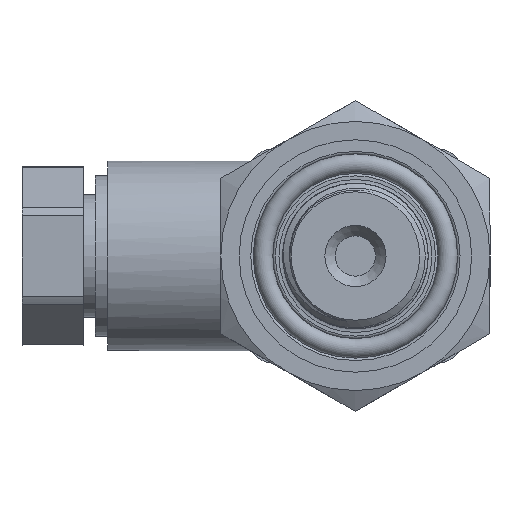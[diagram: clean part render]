
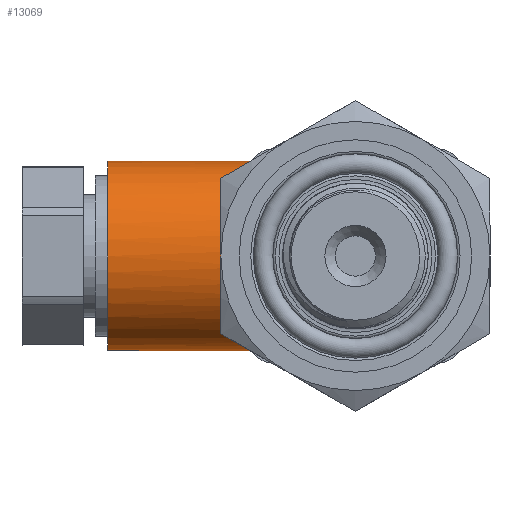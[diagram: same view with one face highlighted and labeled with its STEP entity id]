
A CAD part, left-side view. The second image highlights one B-rep face of the part: STEP entity #13069.
In plain terms, the highlighted cylindrical face has radius 7.75 mm (diameter 15.5 mm), a full revolution.
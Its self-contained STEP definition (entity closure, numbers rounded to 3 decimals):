
#34=ELLIPSE('',#13655,7.752,7.75);
#1354=FACE_OUTER_BOUND('',#2130,.T.);
#2130=EDGE_LOOP('',(#11830,#11831,#11832,#11833,#11834,#11835,#11836,#11837,
#11838,#11839,#11840,#11841,#11842));
#2323=CIRCLE('',#13653,7.75);
#2324=CIRCLE('',#13654,7.75);
#2325=CIRCLE('',#13656,7.75);
#2326=CIRCLE('',#13657,7.75);
#2327=CIRCLE('',#13658,7.75);
#3249=B_SPLINE_CURVE_WITH_KNOTS('',3,(#32665,#32666,#32667,#32668,#32669,
#32670),.UNSPECIFIED.,.F.,.F.,(4,2,4),(-1.208,-1.012,
-0.815),.UNSPECIFIED.);
#3258=B_SPLINE_CURVE_WITH_KNOTS('',3,(#35755,#35756,#35757,#35758,#35759,
#35760),.UNSPECIFIED.,.F.,.F.,(4,2,4),(-0.394,-0.197,
0.),.UNSPECIFIED.);
#3259=B_SPLINE_CURVE_WITH_KNOTS('',3,(#35762,#35763,#35764,#35765,#35766,
#35767),.UNSPECIFIED.,.F.,.F.,(4,2,4),(-1.208,-1.012,
-0.815),.UNSPECIFIED.);
#3260=B_SPLINE_CURVE_WITH_KNOTS('',3,(#35771,#35772,#35773,#35774,#35775,
#35776,#35777,#35778,#35779,#35780),.UNSPECIFIED.,.F.,.F.,(4,2,2,2,4),(-1.982,
-1.821,-1.654,-1.486,-1.325),
 .UNSPECIFIED.);
#3261=B_SPLINE_CURVE_WITH_KNOTS('',3,(#35783,#35784,#35785,#35786,#35787,
#35788),.UNSPECIFIED.,.F.,.F.,(4,2,4),(-0.394,-0.197,
0.),.UNSPECIFIED.);
#4042=LINE('',#35747,#4916);
#4916=VECTOR('',#15506,7.75);
#6206=VERTEX_POINT('',#32662);
#6207=VERTEX_POINT('',#32664);
#6213=VERTEX_POINT('',#35745);
#6214=VERTEX_POINT('',#35748);
#6215=VERTEX_POINT('',#35750);
#6216=VERTEX_POINT('',#35752);
#6217=VERTEX_POINT('',#35754);
#6218=VERTEX_POINT('',#35761);
#6219=VERTEX_POINT('',#35768);
#6220=VERTEX_POINT('',#35770);
#6221=VERTEX_POINT('',#35781);
#8107=EDGE_CURVE('',#6207,#6206,#3249,.T.);
#8120=EDGE_CURVE('',#6213,#6213,#2323,.T.);
#8121=EDGE_CURVE('',#6213,#6207,#4042,.T.);
#8122=EDGE_CURVE('',#6206,#6214,#2324,.F.);
#8123=EDGE_CURVE('',#6214,#6215,#34,.F.);
#8124=EDGE_CURVE('',#6215,#6216,#2325,.F.);
#8125=EDGE_CURVE('',#6216,#6217,#3258,.T.);
#8126=EDGE_CURVE('',#6217,#6218,#3259,.T.);
#8127=EDGE_CURVE('',#6218,#6219,#2326,.F.);
#8128=EDGE_CURVE('',#6219,#6220,#3260,.T.);
#8129=EDGE_CURVE('',#6220,#6221,#2327,.F.);
#8130=EDGE_CURVE('',#6221,#6207,#3261,.T.);
#11830=ORIENTED_EDGE('',*,*,#8120,.T.);
#11831=ORIENTED_EDGE('',*,*,#8121,.T.);
#11832=ORIENTED_EDGE('',*,*,#8107,.T.);
#11833=ORIENTED_EDGE('',*,*,#8122,.T.);
#11834=ORIENTED_EDGE('',*,*,#8123,.T.);
#11835=ORIENTED_EDGE('',*,*,#8124,.T.);
#11836=ORIENTED_EDGE('',*,*,#8125,.T.);
#11837=ORIENTED_EDGE('',*,*,#8126,.T.);
#11838=ORIENTED_EDGE('',*,*,#8127,.T.);
#11839=ORIENTED_EDGE('',*,*,#8128,.T.);
#11840=ORIENTED_EDGE('',*,*,#8129,.T.);
#11841=ORIENTED_EDGE('',*,*,#8130,.T.);
#11842=ORIENTED_EDGE('',*,*,#8121,.F.);
#12380=CYLINDRICAL_SURFACE('',#13652,7.75);
#13069=ADVANCED_FACE('',(#1354),#12380,.T.);
#13652=AXIS2_PLACEMENT_3D('',#35744,#15502,#15503);
#13653=AXIS2_PLACEMENT_3D('',#35746,#15504,#15505);
#13654=AXIS2_PLACEMENT_3D('',#35749,#15507,#15508);
#13655=AXIS2_PLACEMENT_3D('',#35751,#15509,#15510);
#13656=AXIS2_PLACEMENT_3D('',#35753,#15511,#15512);
#13657=AXIS2_PLACEMENT_3D('',#35769,#15513,#15514);
#13658=AXIS2_PLACEMENT_3D('',#35782,#15515,#15516);
#15502=DIRECTION('center_axis',(0.,1.,0.));
#15503=DIRECTION('ref_axis',(0.,0.,-1.));
#15504=DIRECTION('center_axis',(0.,-1.,0.));
#15505=DIRECTION('ref_axis',(0.,0.,-1.));
#15506=DIRECTION('',(0.,-1.,0.));
#15507=DIRECTION('center_axis',(0.,-1.,0.));
#15508=DIRECTION('ref_axis',(0.,0.,-1.));
#15509=DIRECTION('center_axis',(-0.021,-1.,
0.));
#15510=DIRECTION('ref_axis',(1.,-0.021,0.));
#15511=DIRECTION('center_axis',(0.,-1.,0.));
#15512=DIRECTION('ref_axis',(0.,0.,-1.));
#15513=DIRECTION('center_axis',(0.,-1.,0.));
#15514=DIRECTION('ref_axis',(0.,0.,-1.));
#15515=DIRECTION('center_axis',(0.,-1.,0.));
#15516=DIRECTION('ref_axis',(0.,0.,-1.));
#32662=CARTESIAN_POINT('',(3.808,7.75,6.75));
#32664=CARTESIAN_POINT('',(0.,6.75,7.75));
#32665=CARTESIAN_POINT('Ctrl Pts',(0.,6.75,7.75));
#32666=CARTESIAN_POINT('Ctrl Pts',(0.618,6.972,7.75));
#32667=CARTESIAN_POINT('Ctrl Pts',(1.289,7.215,7.672));
#32668=CARTESIAN_POINT('Ctrl Pts',(2.598,7.602,7.333));
#32669=CARTESIAN_POINT('Ctrl Pts',(3.236,7.75,7.072));
#32670=CARTESIAN_POINT('Ctrl Pts',(3.808,7.75,6.75));
#35744=CARTESIAN_POINT('Origin',(0.,3.5,0.));
#35745=CARTESIAN_POINT('',(0.,20.25,7.75));
#35746=CARTESIAN_POINT('Origin',(0.,20.25,0.));
#35747=CARTESIAN_POINT('',(0.,3.5,7.75));
#35748=CARTESIAN_POINT('',(6.5,7.75,4.22));
#35749=CARTESIAN_POINT('Origin',(0.,7.75,0.));
#35750=CARTESIAN_POINT('',(6.5,7.75,-4.22));
#35751=CARTESIAN_POINT('Origin',(0.,7.885,0.));
#35752=CARTESIAN_POINT('',(3.808,7.75,-6.75));
#35753=CARTESIAN_POINT('Origin',(0.,7.75,0.));
#35754=CARTESIAN_POINT('',(0.,6.75,-7.75));
#35755=CARTESIAN_POINT('Ctrl Pts',(3.808,7.75,-6.75));
#35756=CARTESIAN_POINT('Ctrl Pts',(3.236,7.75,-7.072));
#35757=CARTESIAN_POINT('Ctrl Pts',(2.598,7.602,-7.333));
#35758=CARTESIAN_POINT('Ctrl Pts',(1.289,7.215,-7.672));
#35759=CARTESIAN_POINT('Ctrl Pts',(0.618,6.972,-7.75));
#35760=CARTESIAN_POINT('Ctrl Pts',(0.,6.75,-7.75));
#35761=CARTESIAN_POINT('',(-3.808,7.75,-6.75));
#35762=CARTESIAN_POINT('Ctrl Pts',(0.,6.75,-7.75));
#35763=CARTESIAN_POINT('Ctrl Pts',(-0.618,6.972,-7.75));
#35764=CARTESIAN_POINT('Ctrl Pts',(-1.289,7.215,-7.672));
#35765=CARTESIAN_POINT('Ctrl Pts',(-2.598,7.602,-7.333));
#35766=CARTESIAN_POINT('Ctrl Pts',(-3.236,7.75,-7.072));
#35767=CARTESIAN_POINT('Ctrl Pts',(-3.808,7.75,-6.75));
#35768=CARTESIAN_POINT('',(-7.,7.75,-3.326));
#35769=CARTESIAN_POINT('Origin',(0.,7.75,0.));
#35770=CARTESIAN_POINT('',(-7.,7.75,3.326));
#35771=CARTESIAN_POINT('Ctrl Pts',(-7.,7.75,-3.326));
#35772=CARTESIAN_POINT('Ctrl Pts',(-7.232,7.75,-2.839));
#35773=CARTESIAN_POINT('Ctrl Pts',(-7.424,7.668,-2.295));
#35774=CARTESIAN_POINT('Ctrl Pts',(-7.686,7.495,-1.157));
#35775=CARTESIAN_POINT('Ctrl Pts',(-7.75,7.411,-0.559));
#35776=CARTESIAN_POINT('Ctrl Pts',(-7.75,7.411,0.559));
#35777=CARTESIAN_POINT('Ctrl Pts',(-7.686,7.495,1.157));
#35778=CARTESIAN_POINT('Ctrl Pts',(-7.424,7.668,2.295));
#35779=CARTESIAN_POINT('Ctrl Pts',(-7.232,7.75,2.839));
#35780=CARTESIAN_POINT('Ctrl Pts',(-7.,7.75,3.326));
#35781=CARTESIAN_POINT('',(-3.808,7.75,6.75));
#35782=CARTESIAN_POINT('Origin',(0.,7.75,0.));
#35783=CARTESIAN_POINT('Ctrl Pts',(-3.808,7.75,6.75));
#35784=CARTESIAN_POINT('Ctrl Pts',(-3.236,7.75,7.072));
#35785=CARTESIAN_POINT('Ctrl Pts',(-2.598,7.602,7.333));
#35786=CARTESIAN_POINT('Ctrl Pts',(-1.289,7.215,7.672));
#35787=CARTESIAN_POINT('Ctrl Pts',(-0.618,6.972,7.75));
#35788=CARTESIAN_POINT('Ctrl Pts',(0.,6.75,7.75));
